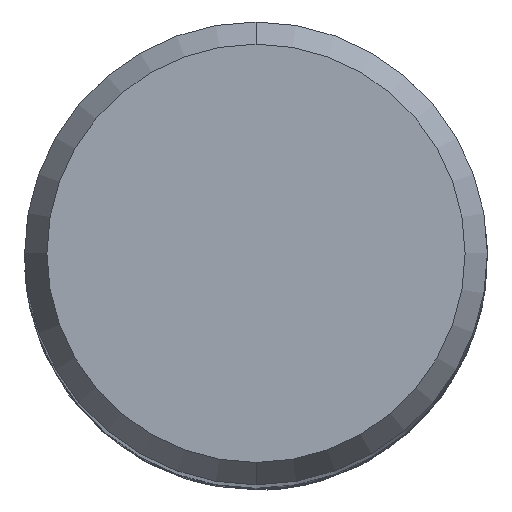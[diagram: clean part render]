
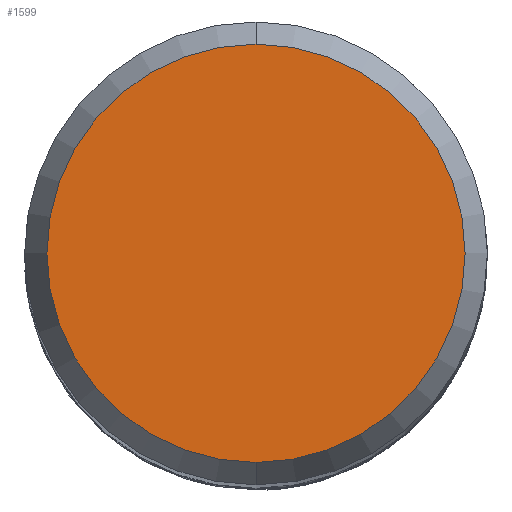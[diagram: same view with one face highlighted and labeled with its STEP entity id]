
A CAD part, top view. The second image highlights one B-rep face of the part: STEP entity #1599.
In plain terms, the highlighted planar face has unit normal (0, 0, 1).
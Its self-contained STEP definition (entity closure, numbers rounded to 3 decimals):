
#1007=EDGE_CURVE('',#1409,#1701,#2232,.T.);
#1409=VERTEX_POINT('',#2666);
#1537=EDGE_CURVE('',#1701,#1409,#2804,.T.);
#1599=ADVANCED_FACE('',(#2871),#2872,.T.);
#1701=VERTEX_POINT('',#2983);
#2232=CIRCLE('',#8643,5.423);
#2666=CARTESIAN_POINT('',(0.,-5.423,0.0));
#2804=CIRCLE('',#14253,5.423);
#2871=FACE_OUTER_BOUND('',#14476,.T.);
#2872=PLANE('',#14477);
#2983=CARTESIAN_POINT('',(0.0,5.423,0.0));
#8643=AXIS2_PLACEMENT_3D('',#17503,#17504,#17505);
#14253=AXIS2_PLACEMENT_3D('',#18034,#18035,#18036);
#14476=EDGE_LOOP('',(#18107,#18108));
#14477=AXIS2_PLACEMENT_3D('',#18109,#18110,#18111);
#17503=CARTESIAN_POINT('',(0.0,0.0,0.0));
#17504=DIRECTION('',(0.0,0.0,-1.0));
#17505=DIRECTION('',(0.0,1.0,0.0));
#18034=CARTESIAN_POINT('',(0.0,0.0,0.0));
#18035=DIRECTION('',(0.0,0.0,-1.0));
#18036=DIRECTION('',(0.0,1.0,0.0));
#18107=ORIENTED_EDGE('',*,*,#1537,.F.);
#18108=ORIENTED_EDGE('',*,*,#1007,.F.);
#18109=CARTESIAN_POINT('',(0.0,2.711,0.0));
#18110=DIRECTION('',(-0.0,0.0,1.0));
#18111=DIRECTION('',(0.0,-1.0,0.0));
